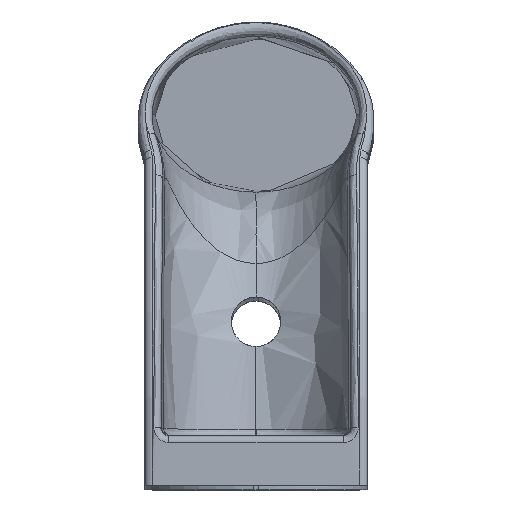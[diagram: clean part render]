
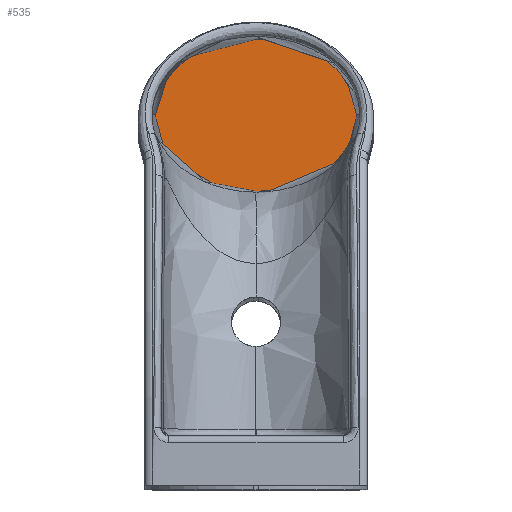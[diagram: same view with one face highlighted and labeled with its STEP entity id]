
A CAD part, top view. The second image highlights one B-rep face of the part: STEP entity #535.
In plain terms, the highlighted face is planar.
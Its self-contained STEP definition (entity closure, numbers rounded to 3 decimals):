
#45 = CARTESIAN_POINT ( 'NONE',  ( 4.25, 11.997, -23. ) ) ;
#323 = CARTESIAN_POINT ( 'NONE',  ( 4.25, -11.997, -23. ) ) ;
#535 = ADVANCED_FACE ( 'NONE', ( #6166 ), #7638, .F. ) ;
#584 = CARTESIAN_POINT ( 'NONE',  ( 16.207, -1.626, -23. ) ) ;
#685 = EDGE_LOOP ( 'NONE', ( #7511, #788 ) ) ;
#788 = ORIENTED_EDGE ( 'NONE', *, *, #7430, .T. ) ;
#1420 = B_SPLINE_CURVE_WITH_KNOTS ( 'NONE', 3,
 ( #2912, #5082, #4203, #4927, #8024, #7138, #1455, #4364, #7305, #3617, #7872, #9300, #45, #3650, #5818, #2192, #8716, #4391, #6554, #2762, #4733, #4005 ),
 .UNSPECIFIED., .F., .F.,
 ( 4, 2, 2, 2, 2, 2, 2, 2, 2, 2, 4 ),
 ( 0., 0.003, 0.006, 0.011, 0.017, 0.023, 0.028, 0.034, 0.039, 0.042, 0.045 ),
 .UNSPECIFIED. ) ;
#1455 = CARTESIAN_POINT ( 'NONE',  ( -13.015, 7.602, -23. ) ) ;
#1918 = CARTESIAN_POINT ( 'NONE',  ( 8.183, -10.776, -23. ) ) ;
#1938 = EDGE_CURVE ( 'NONE', #4644, #5418, #1420, .T. ) ;
#2192 = CARTESIAN_POINT ( 'NONE',  ( 13.015, 7.602, -23. ) ) ;
#2540 = DIRECTION ( 'NONE',  ( 0., 0., 1. ) ) ;
#2617 = CARTESIAN_POINT ( 'NONE',  ( 16.314, -0.813, -23. ) ) ;
#2681 = CARTESIAN_POINT ( 'NONE',  ( 14.232, -6.238, -23. ) ) ;
#2762 = CARTESIAN_POINT ( 'NONE',  ( 16.207, 1.626, -23. ) ) ;
#2765 = CARTESIAN_POINT ( 'NONE',  ( 16.314, 0., -23. ) ) ;
#2912 = CARTESIAN_POINT ( 'NONE',  ( -16.314, 0., -23. ) ) ;
#3169 = CARTESIAN_POINT ( 'NONE',  ( -15.47, -3.997, -23. ) ) ;
#3479 = CARTESIAN_POINT ( 'NONE',  ( -1.411, 1.406, -23. ) ) ;
#3617 = CARTESIAN_POINT ( 'NONE',  ( -4.25, 11.997, -23. ) ) ;
#3650 = CARTESIAN_POINT ( 'NONE',  ( 8.183, 10.776, -23. ) ) ;
#3984 = CARTESIAN_POINT ( 'NONE',  ( -9.99, -9.871, -23. ) ) ;
#4005 = CARTESIAN_POINT ( 'NONE',  ( 16.314, 0., -23. ) ) ;
#4050 = CARTESIAN_POINT ( 'NONE',  ( -13.015, -7.602, -23. ) ) ;
#4087 = CARTESIAN_POINT ( 'NONE',  ( 15.47, -3.997, -23. ) ) ;
#4119 = CARTESIAN_POINT ( 'NONE',  ( 9.99, -9.871, -23. ) ) ;
#4203 = CARTESIAN_POINT ( 'NONE',  ( -16.207, 1.626, -23. ) ) ;
#4275 = CARTESIAN_POINT ( 'NONE',  ( -14.232, -6.238, -23. ) ) ;
#4364 = CARTESIAN_POINT ( 'NONE',  ( -9.99, 9.871, -23. ) ) ;
#4373 = CARTESIAN_POINT ( 'NONE',  ( -16.314, 0., -23. ) ) ;
#4391 = CARTESIAN_POINT ( 'NONE',  ( 15.47, 3.997, -23. ) ) ;
#4613 = CARTESIAN_POINT ( 'NONE',  ( 15.785, -3.218, -23. ) ) ;
#4644 = VERTEX_POINT ( 'NONE', #4373 ) ;
#4688 = CARTESIAN_POINT ( 'NONE',  ( -15.785, -3.218, -23. ) ) ;
#4733 = CARTESIAN_POINT ( 'NONE',  ( 16.314, 0.813, -23. ) ) ;
#4927 = CARTESIAN_POINT ( 'NONE',  ( -15.785, 3.218, -23. ) ) ;
#5082 = CARTESIAN_POINT ( 'NONE',  ( -16.314, 0.813, -23. ) ) ;
#5303 = CARTESIAN_POINT ( 'NONE',  ( -4.25, -11.997, -23. ) ) ;
#5418 = VERTEX_POINT ( 'NONE', #2765 ) ;
#5730 = CARTESIAN_POINT ( 'NONE',  ( 16.314, 0., -23. ) ) ;
#5818 = CARTESIAN_POINT ( 'NONE',  ( 9.99, 9.871, -23. ) ) ;
#6166 = FACE_OUTER_BOUND ( 'NONE', #685, .T. ) ;
#6347 = CARTESIAN_POINT ( 'NONE',  ( -16.314, -0.813, -23. ) ) ;
#6479 = AXIS2_PLACEMENT_3D ( 'NONE', #3479, #2540, #7934 ) ;
#6554 = CARTESIAN_POINT ( 'NONE',  ( 15.785, 3.218, -23. ) ) ;
#6963 = CARTESIAN_POINT ( 'NONE',  ( -2.125, -12.314, -23. ) ) ;
#6992 = CARTESIAN_POINT ( 'NONE',  ( 13.015, -7.602, -23. ) ) ;
#7093 = CARTESIAN_POINT ( 'NONE',  ( -16.207, -1.626, -23. ) ) ;
#7138 = CARTESIAN_POINT ( 'NONE',  ( -14.232, 6.238, -23. ) ) ;
#7305 = CARTESIAN_POINT ( 'NONE',  ( -8.183, 10.776, -23. ) ) ;
#7363 = B_SPLINE_CURVE_WITH_KNOTS ( 'NONE', 3,
 ( #5730, #2617, #584, #4613, #4087, #2681, #6992, #4119, #1918, #323, #9253, #6963, #5303, #8629, #3984, #4050, #4275, #3169, #4688, #7093, #6347, #8273 ),
 .UNSPECIFIED., .F., .F.,
 ( 4, 2, 2, 2, 2, 2, 2, 2, 2, 2, 4 ),
 ( 0.045, 0.048, 0.051, 0.056, 0.062, 0.068, 0.073, 0.079, 0.084, 0.087, 0.09 ),
 .UNSPECIFIED. ) ;
#7430 = EDGE_CURVE ( 'NONE', #5418, #4644, #7363, .T. ) ;
#7511 = ORIENTED_EDGE ( 'NONE', *, *, #1938, .T. ) ;
#7638 = PLANE ( 'NONE',  #6479 ) ;
#7872 = CARTESIAN_POINT ( 'NONE',  ( -2.125, 12.314, -23. ) ) ;
#7934 = DIRECTION ( 'NONE',  ( 1., 0., 0. ) ) ;
#8024 = CARTESIAN_POINT ( 'NONE',  ( -15.47, 3.997, -23. ) ) ;
#8273 = CARTESIAN_POINT ( 'NONE',  ( -16.314, 0., -23. ) ) ;
#8629 = CARTESIAN_POINT ( 'NONE',  ( -8.183, -10.776, -23. ) ) ;
#8716 = CARTESIAN_POINT ( 'NONE',  ( 14.232, 6.238, -23. ) ) ;
#9253 = CARTESIAN_POINT ( 'NONE',  ( 2.125, -12.314, -23. ) ) ;
#9300 = CARTESIAN_POINT ( 'NONE',  ( 2.125, 12.314, -23. ) ) ;
